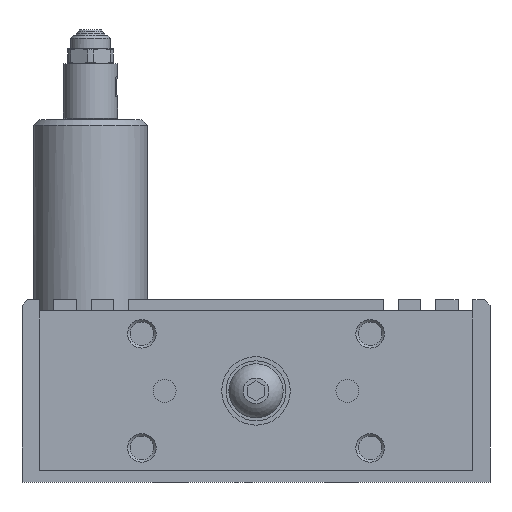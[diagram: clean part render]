
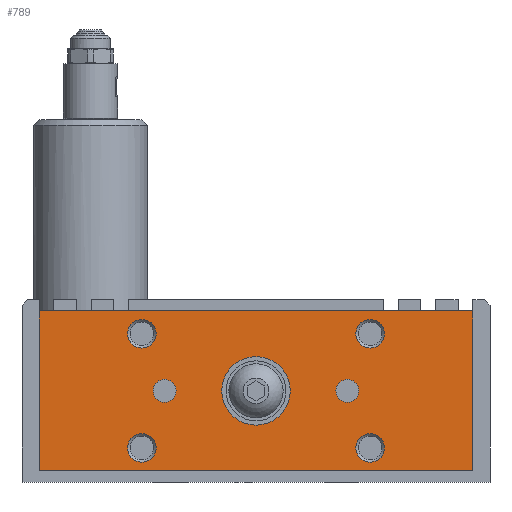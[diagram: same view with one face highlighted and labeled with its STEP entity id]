
A CAD part, left-side view. The second image highlights one B-rep face of the part: STEP entity #789.
In plain terms, the highlighted planar face has unit normal (-1, 0, 0).
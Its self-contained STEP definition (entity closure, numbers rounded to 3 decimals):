
#789 = ADVANCED_FACE( '', ( #1738, #1739, #1740, #1741, #1742, #1743, #1744, #1745 ), #1746, .F. );
#1738 = FACE_BOUND( '', #2730, .T. );
#1739 = FACE_BOUND( '', #2731, .T. );
#1740 = FACE_BOUND( '', #2732, .T. );
#1741 = FACE_BOUND( '', #2733, .T. );
#1742 = FACE_BOUND( '', #2734, .T. );
#1743 = FACE_BOUND( '', #2735, .T. );
#1744 = FACE_BOUND( '', #2736, .T. );
#1745 = FACE_OUTER_BOUND( '', #2737, .T. );
#1746 = PLANE( '', #2738 );
#2730 = EDGE_LOOP( '', ( #4708 ) );
#2731 = EDGE_LOOP( '', ( #4709 ) );
#2732 = EDGE_LOOP( '', ( #4710 ) );
#2733 = EDGE_LOOP( '', ( #4711 ) );
#2734 = EDGE_LOOP( '', ( #4712 ) );
#2735 = EDGE_LOOP( '', ( #4713 ) );
#2736 = EDGE_LOOP( '', ( #4714 ) );
#2737 = EDGE_LOOP( '', ( #4715, #4716, #4717, #4718 ) );
#2738 = AXIS2_PLACEMENT_3D( '', #4719, #4720, #4721 );
#4708 = ORIENTED_EDGE( '', *, *, #5551, .F. );
#4709 = ORIENTED_EDGE( '', *, *, #5607, .T. );
#4710 = ORIENTED_EDGE( '', *, *, #5662, .T. );
#4711 = ORIENTED_EDGE( '', *, *, #4972, .F. );
#4712 = ORIENTED_EDGE( '', *, *, #5501, .F. );
#4713 = ORIENTED_EDGE( '', *, *, #5240, .T. );
#4714 = ORIENTED_EDGE( '', *, *, #5477, .T. );
#4715 = ORIENTED_EDGE( '', *, *, #5635, .F. );
#4716 = ORIENTED_EDGE( '', *, *, #5648, .F. );
#4717 = ORIENTED_EDGE( '', *, *, #5104, .F. );
#4718 = ORIENTED_EDGE( '', *, *, #5279, .F. );
#4719 = CARTESIAN_POINT( '', ( -61., 38., 30. ) );
#4720 = DIRECTION( '', ( 1., 0., 0. ) );
#4721 = DIRECTION( '', ( 0., 0., 1. ) );
#4972 = EDGE_CURVE( '', #5782, #5782, #5783, .T. );
#5104 = EDGE_CURVE( '', #6004, #6006, #6007, .T. );
#5240 = EDGE_CURVE( '', #6232, #6232, #6233, .T. );
#5279 = EDGE_CURVE( '', #6292, #6004, #6294, .T. );
#5477 = EDGE_CURVE( '', #6584, #6584, #6585, .T. );
#5501 = EDGE_CURVE( '', #6618, #6618, #6619, .T. );
#5551 = EDGE_CURVE( '', #6682, #6682, #6683, .T. );
#5607 = EDGE_CURVE( '', #6752, #6752, #6753, .T. );
#5635 = EDGE_CURVE( '', #6784, #6292, #6786, .T. );
#5648 = EDGE_CURVE( '', #6006, #6784, #6801, .T. );
#5662 = EDGE_CURVE( '', #6817, #6817, #6818, .T. );
#5782 = VERTEX_POINT( '', #6967 );
#5783 = CIRCLE( '', #6968, 2.5 );
#6004 = VERTEX_POINT( '', #7505 );
#6006 = VERTEX_POINT( '', #7508 );
#6007 = LINE( '', #7509, #7510 );
#6232 = VERTEX_POINT( '', #7818 );
#6233 = CIRCLE( '', #7819, 2.5 );
#6292 = VERTEX_POINT( '', #7899 );
#6294 = LINE( '', #7902, #7903 );
#6584 = VERTEX_POINT( '', #8341 );
#6585 = CIRCLE( '', #8342, 6. );
#6618 = VERTEX_POINT( '', #8385 );
#6619 = CIRCLE( '', #8386, 2.5 );
#6682 = VERTEX_POINT( '', #8473 );
#6683 = CIRCLE( '', #8474, 2.01 );
#6752 = VERTEX_POINT( '', #8562 );
#6753 = CIRCLE( '', #8563, 2.01 );
#6784 = VERTEX_POINT( '', #8608 );
#6786 = LINE( '', #8611, #8612 );
#6801 = LINE( '', #8650, #8651 );
#6817 = VERTEX_POINT( '', #8677 );
#6818 = CIRCLE( '', #8678, 2.5 );
#6967 = CARTESIAN_POINT( '', ( -61., -17.5, 6. ) );
#6968 = AXIS2_PLACEMENT_3D( '', #8802, #8803, #8804 );
#7505 = CARTESIAN_POINT( '', ( -61., -38., 30. ) );
#7508 = CARTESIAN_POINT( '', ( -61., -38., 2. ) );
#7509 = CARTESIAN_POINT( '', ( -61., -38., 30. ) );
#7510 = VECTOR( '', #8973, 1000. );
#7818 = CARTESIAN_POINT( '', ( -61., -17.5, 26. ) );
#7819 = AXIS2_PLACEMENT_3D( '', #9141, #9142, #9143 );
#7899 = CARTESIAN_POINT( '', ( -61., 38., 30. ) );
#7902 = CARTESIAN_POINT( '', ( -61., 38., 30. ) );
#7903 = VECTOR( '', #9194, 1000. );
#8341 = CARTESIAN_POINT( '', ( -61., 6., 16. ) );
#8342 = AXIS2_PLACEMENT_3D( '', #9448, #9449, #9450 );
#8385 = CARTESIAN_POINT( '', ( -61., 17.5, 26. ) );
#8386 = AXIS2_PLACEMENT_3D( '', #9480, #9481, #9482 );
#8473 = CARTESIAN_POINT( '', ( -61., 13.99, 16. ) );
#8474 = AXIS2_PLACEMENT_3D( '', #9527, #9528, #9529 );
#8562 = CARTESIAN_POINT( '', ( -61., -13.99, 16. ) );
#8563 = AXIS2_PLACEMENT_3D( '', #9582, #9583, #9584 );
#8608 = CARTESIAN_POINT( '', ( -61., 38., 2. ) );
#8611 = CARTESIAN_POINT( '', ( -61., 38., 2. ) );
#8612 = VECTOR( '', #9601, 1000. );
#8650 = CARTESIAN_POINT( '', ( -61., -38., 2. ) );
#8651 = VECTOR( '', #9610, 1000. );
#8677 = CARTESIAN_POINT( '', ( -61., 17.5, 6. ) );
#8678 = AXIS2_PLACEMENT_3D( '', #9619, #9620, #9621 );
#8802 = CARTESIAN_POINT( '', ( -61., -20., 6. ) );
#8803 = DIRECTION( '', ( -1., 0., 0. ) );
#8804 = DIRECTION( '', ( 0., 1., 0. ) );
#8973 = DIRECTION( '', ( 0., 0., -1. ) );
#9141 = CARTESIAN_POINT( '', ( -61., -20., 26. ) );
#9142 = DIRECTION( '', ( 1., 0., 0. ) );
#9143 = DIRECTION( '', ( 0., 1., 0. ) );
#9194 = DIRECTION( '', ( 0., -1., 0. ) );
#9448 = CARTESIAN_POINT( '', ( -61., 0., 16. ) );
#9449 = DIRECTION( '', ( 1., 0., 0. ) );
#9450 = DIRECTION( '', ( 0., 1., 0. ) );
#9480 = CARTESIAN_POINT( '', ( -61., 20., 26. ) );
#9481 = DIRECTION( '', ( -1., 0., 0. ) );
#9482 = DIRECTION( '', ( 0., -1., 0. ) );
#9527 = CARTESIAN_POINT( '', ( -61., 16., 16. ) );
#9528 = DIRECTION( '', ( -1., 0., 0. ) );
#9529 = DIRECTION( '', ( 0., -1., 0. ) );
#9582 = CARTESIAN_POINT( '', ( -61., -16., 16. ) );
#9583 = DIRECTION( '', ( 1., 0., 0. ) );
#9584 = DIRECTION( '', ( 0., 1., 0. ) );
#9601 = DIRECTION( '', ( 0., 0., 1. ) );
#9610 = DIRECTION( '', ( 0., 1., 0. ) );
#9619 = CARTESIAN_POINT( '', ( -61., 20., 6. ) );
#9620 = DIRECTION( '', ( 1., 0., 0. ) );
#9621 = DIRECTION( '', ( 0., -1., 0. ) );
